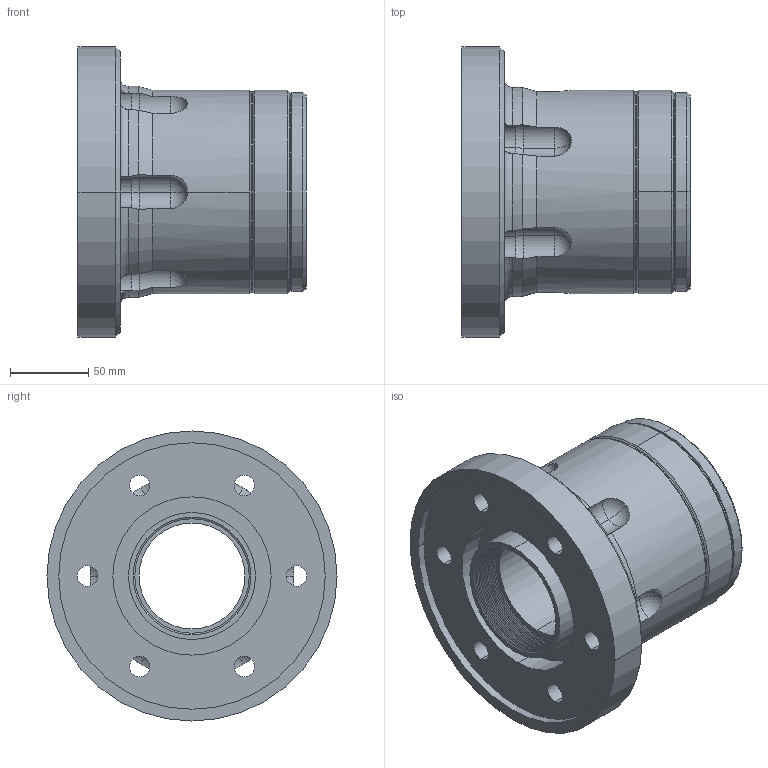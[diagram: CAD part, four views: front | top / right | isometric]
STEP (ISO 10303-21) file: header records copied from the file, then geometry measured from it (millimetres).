
FILE_DESCRIPTION (( 'STEP AP203' ), '1' );
FILE_NAME ('CL-6017外觀參考.STEP', '2014-09-03T08:05:40', ( 'temp' ), ( '' ), 'SwSTEP 2.0', 'SolidWorks 2011', '' );
FILE_SCHEMA (( 'CONFIG_CONTROL_DESIGN' ));
Length unit declared in the file: metre
Products named in the file (4): CL-6017外觀參考; CL-6017內部; CL-6017筒夾前蓋; CL-6017筒夾本體
Assembly tree (3 placements, depth 2):
  CL-6017外觀參考
    CL-6017筒夾本體
    CL-6017內部
    CL-6017筒夾前蓋
Bounding box: 145.5 x 185 x 185 mm (x, y, z)
Volume: 1555179.1 mm3; surface area: 271000.4 mm2
Topology: 3 solids, 3 shells, 273 faces, 626 edges, 366 vertices
Faces by surface type: cylinder 110, cone 96, plane 33, sphere 24, torus 10
Entity records: 8602 total; most frequent: CARTESIAN_POINT 1905, DIRECTION 1446, ORIENTED_EDGE 1244, EDGE_CURVE 622, AXIS2_PLACEMENT_3D 605, VERTEX_POINT 366, CIRCLE 326, EDGE_LOOP 302
